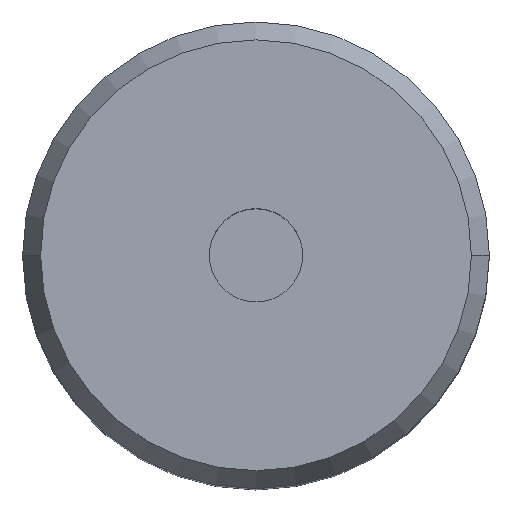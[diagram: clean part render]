
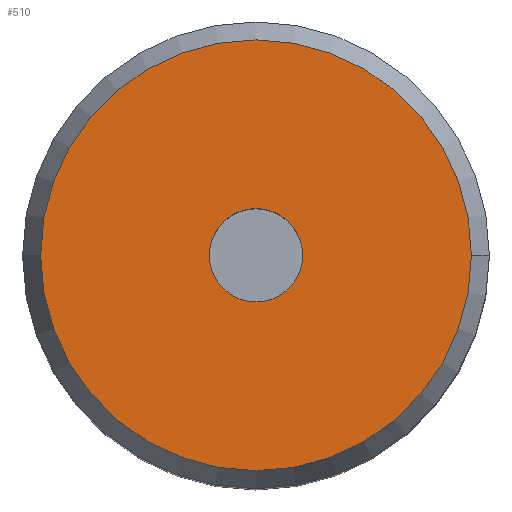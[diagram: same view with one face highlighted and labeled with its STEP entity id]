
A CAD part, top view. The second image highlights one B-rep face of the part: STEP entity #510.
In plain terms, the highlighted planar face has unit normal (0, 0, 1).
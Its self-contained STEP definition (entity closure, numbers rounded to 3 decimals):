
#11 = CARTESIAN_POINT ( 'NONE',  ( -3., 0., 49. ) ) ;
#20 = DIRECTION ( 'NONE',  ( 1., 0., 0. ) ) ;
#22 = AXIS2_PLACEMENT_3D ( 'NONE', #83, #251, #504 ) ;
#42 = EDGE_LOOP ( 'NONE', ( #439, #269 ) ) ;
#51 = EDGE_CURVE ( 'NONE', #275, #299, #337, .T. ) ;
#58 = DIRECTION ( 'NONE',  ( 0., 0., 1. ) ) ;
#79 = AXIS2_PLACEMENT_3D ( 'NONE', #142, #58, #20 ) ;
#83 = CARTESIAN_POINT ( 'NONE',  ( 0., 0., 49. ) ) ;
#126 = AXIS2_PLACEMENT_3D ( 'NONE', #138, #127, #398 ) ;
#127 = DIRECTION ( 'NONE',  ( 0., 0., 1. ) ) ;
#138 = CARTESIAN_POINT ( 'NONE',  ( 0., 0., 49. ) ) ;
#142 = CARTESIAN_POINT ( 'NONE',  ( 3., 0., 49. ) ) ;
#149 = DIRECTION ( 'NONE',  ( 0., 0., 1. ) ) ;
#158 = EDGE_CURVE ( 'NONE', #299, #275, #198, .T. ) ;
#171 = DIRECTION ( 'NONE',  ( 0., 0., 1. ) ) ;
#198 = CIRCLE ( 'NONE', #499, 3. ) ;
#212 = CARTESIAN_POINT ( 'NONE',  ( 0., 0., 49. ) ) ;
#219 = PLANE ( 'NONE',  #79 ) ;
#242 = ORIENTED_EDGE ( 'NONE', *, *, #51, .F. ) ;
#251 = DIRECTION ( 'NONE',  ( 0., 0., 1. ) ) ;
#268 = FACE_OUTER_BOUND ( 'NONE', #42, .T. ) ;
#269 = ORIENTED_EDGE ( 'NONE', *, *, #446, .T. ) ;
#275 = VERTEX_POINT ( 'NONE', #11 ) ;
#299 = VERTEX_POINT ( 'NONE', #330 ) ;
#307 = VERTEX_POINT ( 'NONE', #500 ) ;
#316 = AXIS2_PLACEMENT_3D ( 'NONE', #212, #171, #502 ) ;
#330 = CARTESIAN_POINT ( 'NONE',  ( 3., 0., 49. ) ) ;
#337 = CIRCLE ( 'NONE', #126, 3. ) ;
#357 = CIRCLE ( 'NONE', #22, 13.845 ) ;
#363 = CARTESIAN_POINT ( 'NONE',  ( 0., 0., 49. ) ) ;
#392 = VERTEX_POINT ( 'NONE', #413 ) ;
#398 = DIRECTION ( 'NONE',  ( 1., 0., 0. ) ) ;
#404 = CIRCLE ( 'NONE', #316, 13.845 ) ;
#413 = CARTESIAN_POINT ( 'NONE',  ( 13.845, 0., 49. ) ) ;
#418 = EDGE_CURVE ( 'NONE', #307, #392, #357, .T. ) ;
#420 = FACE_BOUND ( 'NONE', #494, .T. ) ;
#439 = ORIENTED_EDGE ( 'NONE', *, *, #418, .T. ) ;
#446 = EDGE_CURVE ( 'NONE', #392, #307, #404, .T. ) ;
#474 = ORIENTED_EDGE ( 'NONE', *, *, #158, .F. ) ;
#494 = EDGE_LOOP ( 'NONE', ( #474, #242 ) ) ;
#499 = AXIS2_PLACEMENT_3D ( 'NONE', #363, #149, #523 ) ;
#500 = CARTESIAN_POINT ( 'NONE',  ( -13.845, 0., 49. ) ) ;
#502 = DIRECTION ( 'NONE',  ( 1., 0., 0. ) ) ;
#504 = DIRECTION ( 'NONE',  ( 1., 0., 0. ) ) ;
#510 = ADVANCED_FACE ( 'NONE', ( #268, #420 ), #219, .T. ) ;
#523 = DIRECTION ( 'NONE',  ( 1., 0., 0. ) ) ;
